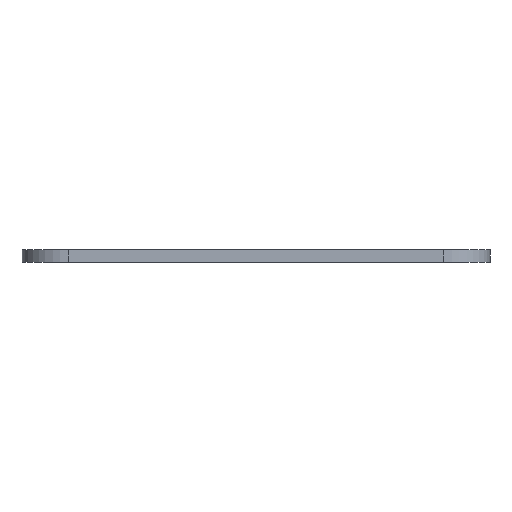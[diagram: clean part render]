
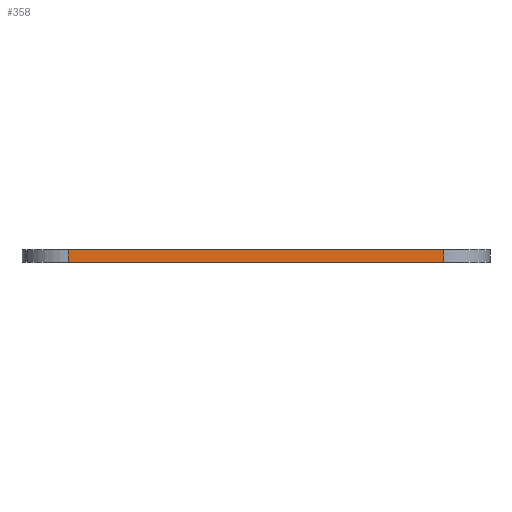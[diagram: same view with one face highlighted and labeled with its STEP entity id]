
A CAD part, left-side view. The second image highlights one B-rep face of the part: STEP entity #358.
In plain terms, the highlighted planar face has unit normal (-1, 0, 0).
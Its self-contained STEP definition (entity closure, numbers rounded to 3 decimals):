
#34 = DIRECTION ( 'NONE',  ( 0., 0., -1. ) ) ;
#36 = CARTESIAN_POINT ( 'NONE',  ( -15.1, -12.1, 0.81 ) ) ;
#44 = VECTOR ( 'NONE', #441, 1000. ) ;
#45 = CARTESIAN_POINT ( 'NONE',  ( -15.1, -12.1, 0. ) ) ;
#69 = VECTOR ( 'NONE', #634, 1000. ) ;
#85 = DIRECTION ( 'NONE',  ( 0., 0., -1. ) ) ;
#102 = EDGE_CURVE ( 'NONE', #621, #439, #168, .T. ) ;
#112 = EDGE_LOOP ( 'NONE', ( #622, #349, #722, #530 ) ) ;
#126 = VERTEX_POINT ( 'NONE', #343 ) ;
#139 = LINE ( 'NONE', #566, #44 ) ;
#143 = AXIS2_PLACEMENT_3D ( 'NONE', #400, #201, #85 ) ;
#168 = LINE ( 'NONE', #753, #618 ) ;
#201 = DIRECTION ( 'NONE',  ( 1., 0., 0. ) ) ;
#222 = EDGE_CURVE ( 'NONE', #475, #126, #139, .T. ) ;
#263 = VECTOR ( 'NONE', #270, 1000. ) ;
#270 = DIRECTION ( 'NONE',  ( 0., -1., 0. ) ) ;
#343 = CARTESIAN_POINT ( 'NONE',  ( -15.1, -12.1, 0. ) ) ;
#349 = ORIENTED_EDGE ( 'NONE', *, *, #222, .F. ) ;
#358 = ADVANCED_FACE ( 'NONE', ( #575 ), #460, .F. ) ;
#391 = CARTESIAN_POINT ( 'NONE',  ( -15.1, -12.1, 0.81 ) ) ;
#400 = CARTESIAN_POINT ( 'NONE',  ( -15.1, -12.1, 0.81 ) ) ;
#436 = CARTESIAN_POINT ( 'NONE',  ( -15.1, 12.1, 0. ) ) ;
#439 = VERTEX_POINT ( 'NONE', #436 ) ;
#441 = DIRECTION ( 'NONE',  ( 0., 0., -1. ) ) ;
#460 = PLANE ( 'NONE',  #143 ) ;
#475 = VERTEX_POINT ( 'NONE', #391 ) ;
#494 = EDGE_CURVE ( 'NONE', #439, #126, #645, .T. ) ;
#530 = ORIENTED_EDGE ( 'NONE', *, *, #102, .T. ) ;
#566 = CARTESIAN_POINT ( 'NONE',  ( -15.1, -12.1, 0.81 ) ) ;
#573 = LINE ( 'NONE', #36, #263 ) ;
#575 = FACE_OUTER_BOUND ( 'NONE', #112, .T. ) ;
#584 = EDGE_CURVE ( 'NONE', #621, #475, #573, .T. ) ;
#618 = VECTOR ( 'NONE', #34, 1000. ) ;
#621 = VERTEX_POINT ( 'NONE', #758 ) ;
#622 = ORIENTED_EDGE ( 'NONE', *, *, #494, .T. ) ;
#634 = DIRECTION ( 'NONE',  ( 0., -1., 0. ) ) ;
#645 = LINE ( 'NONE', #45, #69 ) ;
#722 = ORIENTED_EDGE ( 'NONE', *, *, #584, .F. ) ;
#753 = CARTESIAN_POINT ( 'NONE',  ( -15.1, 12.1, 0.81 ) ) ;
#758 = CARTESIAN_POINT ( 'NONE',  ( -15.1, 12.1, 0.81 ) ) ;
